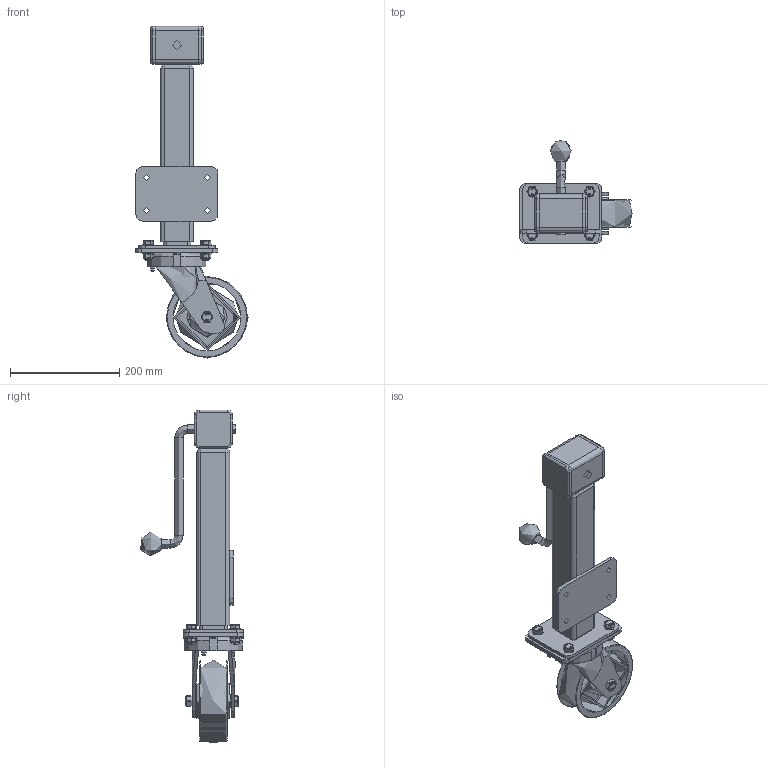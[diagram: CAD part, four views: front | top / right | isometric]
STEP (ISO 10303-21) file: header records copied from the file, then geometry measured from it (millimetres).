
FILE_DESCRIPTION(/* description */ ('','CAx-IF Rec.Pracs.---Representation and Presentation of Product Manufacturing Information (PMI)---4.0---2014-10-13'),/* implementation_level */ '2;1');
FILE_NAME(/* name */ 'JAZHSK150PTBJ.step',/* time_stamp */ '2025-01-03T14:21:42Z',/* author */ (''),/* organization */ (''),/* preprocessor_version */ 'ST-DEVELOPER v20',/* originating_system */ 'Autodesk Translation Framework v13.20.0.188',/* authorisation */ '');
FILE_SCHEMA (('AP242_MANAGED_MODEL_BASED_3D_ENGINEERING_MIM_LF { 1 0 10303 442 1 1 4 }'));
Products named in the file (76): JAZHSK150PTBJ; BZK150AS v1; FABRICATED STEEL TOP PLATE; FABRICATED STEEL FORKS; FABRICATED STEEL FORKS Geometry; GREESE NIPPLE; BZXH150WPTBJM20 v1; POLYURETHANE TYRE; CAST IRON RIM; CAST IRON RIM Geometry; BEARING SPACER; BEARING 6204; BALL BEARINGS; BEARING 6204 (1); BALL BEARINGS (1); Component3; STEEL; RUBBER (1); JAZXH v1; SIDE WINDING JACKING UNIT; BASE; MAIN BODY; RUBBER; HANDLE; HAND GRIP; PLATE; TH20X2X12 v1; ZINC PLATED HEADED SPACER; TH20X2X12 v1 (1); ZINC PLATED HEADED SPACER (1); HEXBOLTM12X90Z8.8 v2; GRADE 8.8 ZINC PLATED BOLT; NYLOCM12Z14MM v1; NYLOC NUT; NUT; RUBBER (2); WM10X21X2 v1; ZINC PLATED WASHER; WM10X21X2 v1 (1); ZINC PLATED WASHER (1) ...
Assembly tree (92 placements, depth 5):
  JAZHSK150PTBJ
    BZK150AS v1
      FABRICATED STEEL TOP PLATE
      FABRICATED STEEL FORKS
        FABRICATED STEEL FORKS Geometry
        GREESE NIPPLE
    BZXH150WPTBJM20 v1
      POLYURETHANE TYRE
      CAST IRON RIM
        CAST IRON RIM Geometry
        BEARING SPACER
      BEARING 6204
        BALL BEARINGS
          Component3  x8
        STEEL
        RUBBER (1)
      BEARING 6204 (1)
        BALL BEARINGS (1)
          Component3  x8
        STEEL
        RUBBER (1)
    JAZXH v1
      SIDE WINDING JACKING UNIT
        BASE
        MAIN BODY
        RUBBER
        HANDLE
        HAND GRIP
        PLATE
    TH20X2X12 v1
      ZINC PLATED HEADED SPACER
    TH20X2X12 v1 (1)
      ZINC PLATED HEADED SPACER (1)
    HEXBOLTM12X90Z8.8 v2
      GRADE 8.8 ZINC PLATED BOLT
    NYLOCM12Z14MM v1
      NYLOC NUT
        NUT
        RUBBER (2)
    WM10X21X2 v1
      ZINC PLATED WASHER
    WM10X21X2 v1 (1)
      ZINC PLATED WASHER (1)
    WM10X21X2 v1 (2)
      ZINC PLATED WASHER (2)
    WM10X21X2 v1 (3)
      ZINC PLATED WASHER (3)
    WM10X21X2 v1 (4)
      ZINC PLATED WASHER (4)
    WM10X21X2 v1 (5)
      ZINC PLATED WASHER (5)
    WM10X21X2 v1 (6)
      ZINC PLATED WASHER (6)
    WM10X21X2 v1 (7)
      ZINC PLATED WASHER (7)
    BOLTM10X30 v2
      ZINC PLATED STEEL BOLT
    BOLTM10X30 v2 (1)
      ZINC PLATED STEEL BOLT (1)
    BOLTM10X30 v2 (2)
Bounding box: 205 x 188.09 x 607.38 mm (x, y, z)
Volume: 1899832.5 mm3; surface area: 723218.4 mm2
Topology: 65 solids, 65 shells, 2350 faces, 6000 edges, 3844 vertices
Faces by surface type: plane 972, cylinder 713, bspline 486, sphere 117, torus 52, cone 10
Full cylindrical faces by diameter (mm): 8.141 x24, 9.836 x16, 9.85 x48, 10 x12, 10.5 x8, 11 x4, 11.834 x16, 12 x11, 12.2 x2, 13 x2, 14 x2, 15.75 x4, 16 x10, 17.75 x1, 18.5 x1, 19.8 x2, 20 x11, 24 x1, 25 x2, 27 x10, 28.5 x4, 29 x8, 40 x5, 40.5 x4, 41.5 x4, 42 x8, 44 x2, 47 x4, 63 x2, 65 x1
Entity records: 86146 total; most frequent: CARTESIAN_POINT 41642, ORIENTED_EDGE 9240, DIRECTION 8220, EDGE_CURVE 4620, AXIS2_PLACEMENT_3D 2985, VERTEX_POINT 2944, LINE 2250, VECTOR 2250
